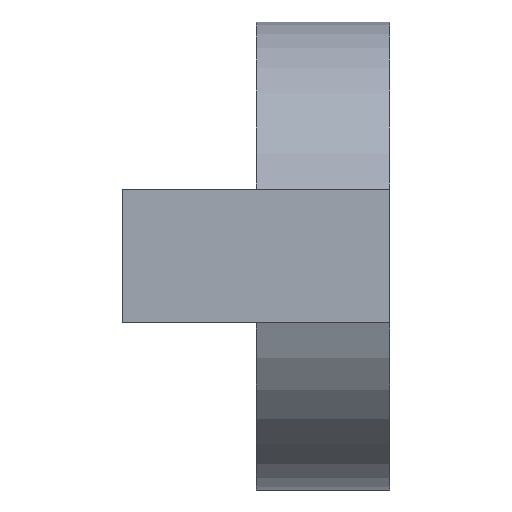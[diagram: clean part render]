
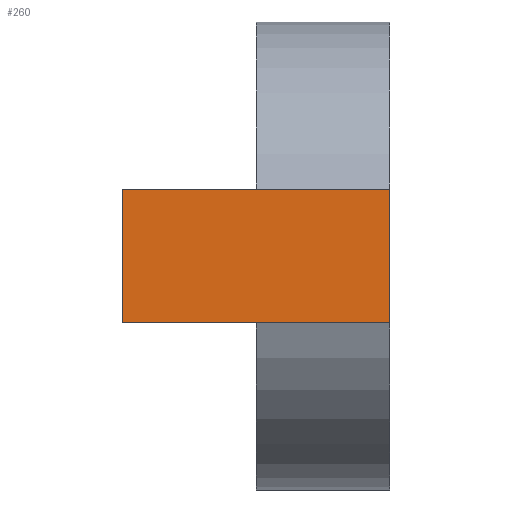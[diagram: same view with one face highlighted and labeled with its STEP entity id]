
A CAD part, front view. The second image highlights one B-rep face of the part: STEP entity #260.
In plain terms, the highlighted planar face has unit normal (0, -1, 0).
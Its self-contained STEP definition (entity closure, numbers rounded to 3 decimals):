
#188=CARTESIAN_POINT('POINT18',(-9.525,-19.793,
   -3.175));
#189=VERTEX_POINT('VERTEX18',#188);
#190=CARTESIAN_POINT('POINT19',(-9.525,-19.793,
   3.175));
#191=VERTEX_POINT('VERTEX19',#190);
#192=CARTESIAN_POINT('POS23',(-9.525,-19.793,
   -3.175));
#193=DIRECTION('DIR33',(0.,0.,1.));
#194=VECTOR('VEC13',#193,25.4);
#195=LINE('STRAIGHT13',#192,#194);
#196=EDGE_CURVE('EDGE20',#189,#191,#195,.T.);
#230=CARTESIAN_POINT('POINT21',(3.175,-19.793,
   3.175));
#231=VERTEX_POINT('VERTEX21',#230);
#232=CARTESIAN_POINT('POS28',(3.175,-19.793,
   3.175));
#233=DIRECTION('DIR39',(-1.,0.,0.));
#234=VECTOR('VEC17',#233,25.4);
#235=LINE('STRAIGHT17',#232,#234);
#236=EDGE_CURVE('EDGE25',#231,#191,#235,.T.);
#237=ORIENTED_EDGE('COEDGE29',*,*,#236,.T.);
#238=ORIENTED_EDGE('COEDGE30',*,*,#196,.F.);
#239=CARTESIAN_POINT('POINT22',(3.175,-19.793,
   -3.175));
#240=VERTEX_POINT('VERTEX22',#239);
#241=CARTESIAN_POINT('POS29',(3.175,-19.793,
   -3.175));
#242=DIRECTION('DIR40',(-1.,0.,0.));
#243=VECTOR('VEC18',#242,25.4);
#244=LINE('STRAIGHT18',#241,#243);
#245=EDGE_CURVE('EDGE26',#240,#189,#244,.T.);
#246=ORIENTED_EDGE('COEDGE31',*,*,#245,.F.);
#247=CARTESIAN_POINT('POS30',(3.175,-19.793,
   -3.175));
#248=DIRECTION('DIR41',(0.,0.,1.));
#249=VECTOR('VEC19',#248,25.4);
#250=LINE('STRAIGHT19',#247,#249);
#251=EDGE_CURVE('EDGE27',#240,#231,#250,.T.);
#252=ORIENTED_EDGE('COEDGE32',*,*,#251,.T.);
#253=EDGE_LOOP('NONE',(#237,#238,#246,#252));
#254=FACE_BOUND('LOOP1',#253,.T.);
#255=CARTESIAN_POINT('POS31',(3.175,-19.793,
   -3.175));
#256=DIRECTION('DIR42',(0.,1.,0.));
#257=DIRECTION('DIR43',(1.,0.,0.));
#258=AXIS2_PLACEMENT_3D('AXIS12',#255,#256,#257);
#259=PLANE('PLANE5',#258);
#260=ADVANCED_FACE('FACE7',(#254),#259,.F.);
